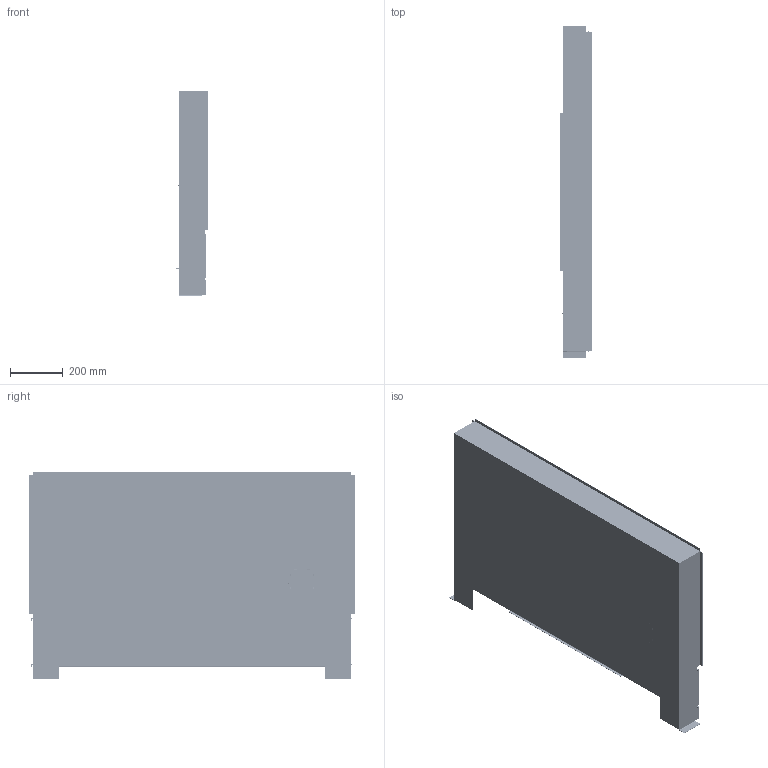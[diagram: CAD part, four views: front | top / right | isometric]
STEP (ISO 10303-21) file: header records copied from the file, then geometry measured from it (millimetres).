
FILE_DESCRIPTION(('CATIA V5 STEP Exchange'),'2;1');
FILE_NAME('STEP_1826N1A2L_002_-_TST.stp','2018-03-08T07:11:35+00:00',('none'),('none'),'CATIA Version 5-6 Release 2016 SP4','CATIA V5 STEP AP203','none');
FILE_SCHEMA(('CONFIG_CONTROL_DESIGN'));
Products named in the file (1): 661045_-_661065_-_661_SW0001
Bounding box: 122 x 1255 x 788 mm (x, y, z)
Surface area: 3910942.8 mm2 (no closed solid volume)
Topology: 0 solids, 872 shells, 11553 faces, 45824 edges, 33183 vertices
Faces by surface type: cylinder 4052, plane 2315, bspline 2310, torus 2078, cone 669, sphere 129
Entity records: 664701 total; most frequent: CARTESIAN_POINT 364567, ORIENTED_EDGE 63432, EDGE_CURVE 45628, DIRECTION 41632, VERTEX_POINT 33188, AXIS2_PLACEMENT_3D 20105, B_SPLINE_CURVE_WITH_KNOTS 16404, VECTOR 12284
